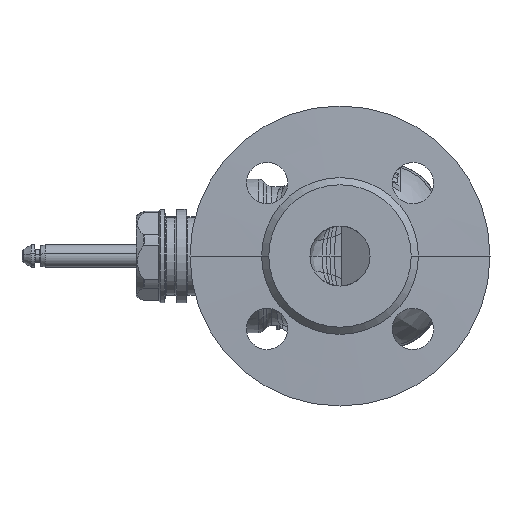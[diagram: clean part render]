
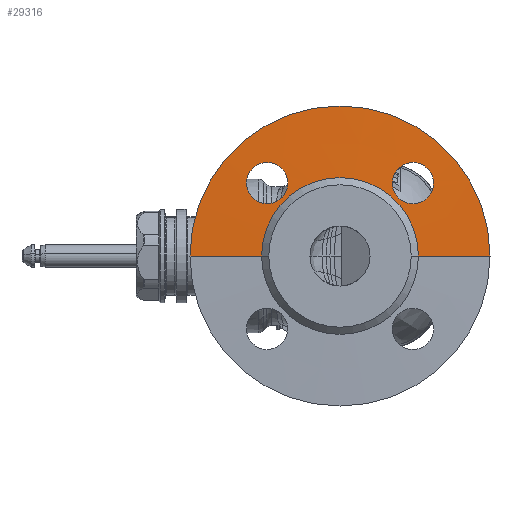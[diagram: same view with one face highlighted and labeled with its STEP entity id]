
A CAD part, left-side view. The second image highlights one B-rep face of the part: STEP entity #29316.
In plain terms, the highlighted conical face has half-angle 88.5 degrees and reference radius 30.453 mm.
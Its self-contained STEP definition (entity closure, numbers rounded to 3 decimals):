
#6856=CARTESIAN_POINT('',(-63.094,0.,0.));
#6857=DIRECTION('',(1.,0.,0.));
#6858=DIRECTION('',(0.,1.,0.));
#6859=AXIS2_PLACEMENT_3D('',#6856,#6857,#6858);
#6861=CARTESIAN_POINT('',(-62.594,0.,0.));
#6862=DIRECTION('',(-1.,0.,0.));
#6863=DIRECTION('',(0.,0.,1.));
#6864=AXIS2_PLACEMENT_3D('',#6861,#6862,#6863);
#6866=CARTESIAN_POINT('',(-62.594,0.,0.));
#6867=DIRECTION('',(-1.,0.,0.));
#6868=DIRECTION('',(0.,-1.,0.));
#6869=AXIS2_PLACEMENT_3D('',#6866,#6867,#6868);
#6871=CARTESIAN_POINT('',(-63.015,13.945,19.445));
#6872=CARTESIAN_POINT('',(-63.006,13.945,19.888));
#6873=CARTESIAN_POINT('',(-62.985,14.053,20.775));
#6874=CARTESIAN_POINT('',(-62.951,14.528,22.027));
#6875=CARTESIAN_POINT('',(-62.916,15.289,23.129));
#6876=CARTESIAN_POINT('',(-62.882,16.291,24.017));
#6877=CARTESIAN_POINT('',(-62.851,17.477,24.639));
#6878=CARTESIAN_POINT('',(-62.824,18.777,24.959));
#6879=CARTESIAN_POINT('',(-62.802,20.116,24.959));
#6880=CARTESIAN_POINT('',(-62.787,21.416,24.638));
#6881=CARTESIAN_POINT('',(-62.778,22.601,24.016));
#6882=CARTESIAN_POINT('',(-62.776,23.603,23.128));
#6883=CARTESIAN_POINT('',(-62.782,24.363,22.026));
#6884=CARTESIAN_POINT('',(-62.794,24.838,20.774));
#6885=CARTESIAN_POINT('',(-62.806,24.945,19.888));
#6886=CARTESIAN_POINT('',(-62.813,24.945,19.445));
#6888=CARTESIAN_POINT('',(-62.813,24.945,19.445));
#6889=CARTESIAN_POINT('',(-62.82,24.945,19.002));
#6890=CARTESIAN_POINT('',(-62.837,24.838,18.116));
#6891=CARTESIAN_POINT('',(-62.866,24.363,16.864));
#6892=CARTESIAN_POINT('',(-62.898,23.602,15.762));
#6893=CARTESIAN_POINT('',(-62.933,22.6,14.874));
#6894=CARTESIAN_POINT('',(-62.968,21.414,14.252));
#6895=CARTESIAN_POINT('',(-63.001,20.114,13.932));
#6896=CARTESIAN_POINT('',(-63.03,18.775,13.932));
#6897=CARTESIAN_POINT('',(-63.051,17.475,14.253));
#6898=CARTESIAN_POINT('',(-63.064,16.29,14.875));
#6899=CARTESIAN_POINT('',(-63.067,15.288,15.763));
#6900=CARTESIAN_POINT('',(-63.059,14.528,16.865));
#6901=CARTESIAN_POINT('',(-63.041,14.053,18.116));
#6902=CARTESIAN_POINT('',(-63.024,13.945,19.002));
#6903=CARTESIAN_POINT('',(-63.015,13.945,19.445));
#6905=CARTESIAN_POINT('',(-63.015,-19.445,
13.945));
#6906=CARTESIAN_POINT('',(-63.006,-19.888,
13.945));
#6907=CARTESIAN_POINT('',(-62.985,-20.775,
14.053));
#6908=CARTESIAN_POINT('',(-62.951,-22.027,
14.528));
#6909=CARTESIAN_POINT('',(-62.916,-23.129,
15.289));
#6910=CARTESIAN_POINT('',(-62.882,-24.017,
16.291));
#6911=CARTESIAN_POINT('',(-62.851,-24.639,
17.477));
#6912=CARTESIAN_POINT('',(-62.824,-24.959,
18.777));
#6913=CARTESIAN_POINT('',(-62.802,-24.959,
20.116));
#6914=CARTESIAN_POINT('',(-62.787,-24.638,
21.416));
#6915=CARTESIAN_POINT('',(-62.778,-24.016,
22.601));
#6916=CARTESIAN_POINT('',(-62.776,-23.128,
23.603));
#6917=CARTESIAN_POINT('',(-62.782,-22.026,
24.363));
#6918=CARTESIAN_POINT('',(-62.794,-20.774,
24.838));
#6919=CARTESIAN_POINT('',(-62.806,-19.888,
24.945));
#6920=CARTESIAN_POINT('',(-62.813,-19.445,
24.945));
#6922=CARTESIAN_POINT('',(-62.813,-19.445,
24.945));
#6923=CARTESIAN_POINT('',(-62.82,-19.002,
24.945));
#6924=CARTESIAN_POINT('',(-62.837,-18.116,
24.838));
#6925=CARTESIAN_POINT('',(-62.866,-16.864,
24.363));
#6926=CARTESIAN_POINT('',(-62.898,-15.762,
23.602));
#6927=CARTESIAN_POINT('',(-62.933,-14.874,
22.6));
#6928=CARTESIAN_POINT('',(-62.968,-14.252,
21.414));
#6929=CARTESIAN_POINT('',(-63.001,-13.932,
20.114));
#6930=CARTESIAN_POINT('',(-63.03,-13.932,
18.775));
#6931=CARTESIAN_POINT('',(-63.051,-14.253,
17.475));
#6932=CARTESIAN_POINT('',(-63.064,-14.875,
16.29));
#6933=CARTESIAN_POINT('',(-63.067,-15.763,
15.288));
#6934=CARTESIAN_POINT('',(-63.059,-16.865,
14.528));
#6935=CARTESIAN_POINT('',(-63.041,-18.116,
14.053));
#6936=CARTESIAN_POINT('',(-63.024,-19.002,
13.945));
#6937=CARTESIAN_POINT('',(-63.015,-19.445,
13.945));
#6939=DIRECTION('',(-0.026,-1.,0.));
#6940=VECTOR('',#6939,19.101);
#6941=CARTESIAN_POINT('',(-62.594,40.,0.));
#6942=LINE('',#6941,#6940);
#6948=DIRECTION('',(0.026,-1.,0.));
#6949=VECTOR('',#6948,19.101);
#6950=CARTESIAN_POINT('',(-63.094,-20.906,0.));
#6951=LINE('',#6950,#6949);
#18694=CARTESIAN_POINT('',(-62.594,-40.,0.));
#18695=CARTESIAN_POINT('',(-62.594,0.,40.));
#18696=VERTEX_POINT('',#18694);
#18697=VERTEX_POINT('',#18695);
#18698=CARTESIAN_POINT('',(-62.594,40.,0.));
#18699=VERTEX_POINT('',#18698);
#18710=CARTESIAN_POINT('',(-63.094,20.906,0.));
#18711=CARTESIAN_POINT('',(-63.094,-20.906,0.));
#18712=VERTEX_POINT('',#18710);
#18713=VERTEX_POINT('',#18711);
#18724=VERTEX_POINT('',#6871);
#18725=VERTEX_POINT('',#6886);
#18726=CARTESIAN_POINT('',(-62.813,-19.445,
24.945));
#18728=VERTEX_POINT('',#18726);
#18758=CARTESIAN_POINT('',(-63.015,-19.445,
13.945));
#18760=VERTEX_POINT('',#18758);
#29289=CARTESIAN_POINT('',(-62.844,0.,0.));
#29290=DIRECTION('',(1.,0.,0.));
#29291=DIRECTION('',(0.,-1.,0.));
#29292=AXIS2_PLACEMENT_3D('',#29289,#29290,#29291);
#29293=CONICAL_SURFACE('',#29292,30.453,88.5);
#29295=ORIENTED_EDGE('',*,*,#29294,.F.);
#29297=ORIENTED_EDGE('',*,*,#29296,.F.);
#29299=ORIENTED_EDGE('',*,*,#29298,.F.);
#29300=ORIENTED_EDGE('',*,*,#29262,.F.);
#29301=ORIENTED_EDGE('',*,*,#29200,.F.);
#29302=EDGE_LOOP('',(#29295,#29297,#29299,#29300,#29301));
#29303=FACE_OUTER_BOUND('',#29302,.F.);
#29305=ORIENTED_EDGE('',*,*,#29304,.T.);
#29307=ORIENTED_EDGE('',*,*,#29306,.T.);
#29308=EDGE_LOOP('',(#29305,#29307));
#29309=FACE_BOUND('',#29308,.F.);
#29311=ORIENTED_EDGE('',*,*,#29310,.T.);
#29313=ORIENTED_EDGE('',*,*,#29312,.T.);
#29314=EDGE_LOOP('',(#29311,#29313));
#29315=FACE_BOUND('',#29314,.F.);
#29316=ADVANCED_FACE('',(#29303,#29309,#29315),#29293,.T.);
#6860=CIRCLE('',#6859,20.906);
#6865=CIRCLE('',#6864,40.);
#6870=CIRCLE('',#6869,40.);
#6887=B_SPLINE_CURVE_WITH_KNOTS('',3,(#6871,#6872,#6873,#6874,#6875,#6876,#6877,
#6878,#6879,#6880,#6881,#6882,#6883,#6884,#6885,#6886),.UNSPECIFIED.,.F.,.F.,(4,
1,1,1,1,1,1,1,1,1,1,1,1,4),(0.,0.077,0.154,
0.231,0.308,0.385,0.462,
0.538,0.615,0.692,0.769,
0.846,0.923,1.),.UNSPECIFIED.);
#6904=B_SPLINE_CURVE_WITH_KNOTS('',3,(#6888,#6889,#6890,#6891,#6892,#6893,#6894,
#6895,#6896,#6897,#6898,#6899,#6900,#6901,#6902,#6903),.UNSPECIFIED.,.F.,.F.,(4,
1,1,1,1,1,1,1,1,1,1,1,1,4),(0.,0.077,0.154,
0.231,0.308,0.385,0.462,
0.538,0.615,0.692,0.769,
0.846,0.923,1.),.UNSPECIFIED.);
#6921=B_SPLINE_CURVE_WITH_KNOTS('',3,(#6905,#6906,#6907,#6908,#6909,#6910,#6911,
#6912,#6913,#6914,#6915,#6916,#6917,#6918,#6919,#6920),.UNSPECIFIED.,.F.,.F.,(4,
1,1,1,1,1,1,1,1,1,1,1,1,4),(0.,0.077,0.154,
0.231,0.308,0.385,0.462,
0.538,0.615,0.692,0.769,
0.846,0.923,1.),.UNSPECIFIED.);
#6938=B_SPLINE_CURVE_WITH_KNOTS('',3,(#6922,#6923,#6924,#6925,#6926,#6927,#6928,
#6929,#6930,#6931,#6932,#6933,#6934,#6935,#6936,#6937),.UNSPECIFIED.,.F.,.F.,(4,
1,1,1,1,1,1,1,1,1,1,1,1,4),(0.,0.077,0.154,
0.231,0.308,0.385,0.462,
0.538,0.615,0.692,0.769,
0.846,0.923,1.),.UNSPECIFIED.);
#29200=EDGE_CURVE('',#18696,#18697,#6870,.T.);
#29262=EDGE_CURVE('',#18697,#18699,#6865,.T.);
#29294=EDGE_CURVE('',#18713,#18696,#6951,.T.);
#29296=EDGE_CURVE('',#18712,#18713,#6860,.T.);
#29298=EDGE_CURVE('',#18699,#18712,#6942,.T.);
#29304=EDGE_CURVE('',#18724,#18725,#6887,.T.);
#29306=EDGE_CURVE('',#18725,#18724,#6904,.T.);
#29310=EDGE_CURVE('',#18760,#18728,#6921,.T.);
#29312=EDGE_CURVE('',#18728,#18760,#6938,.T.);
